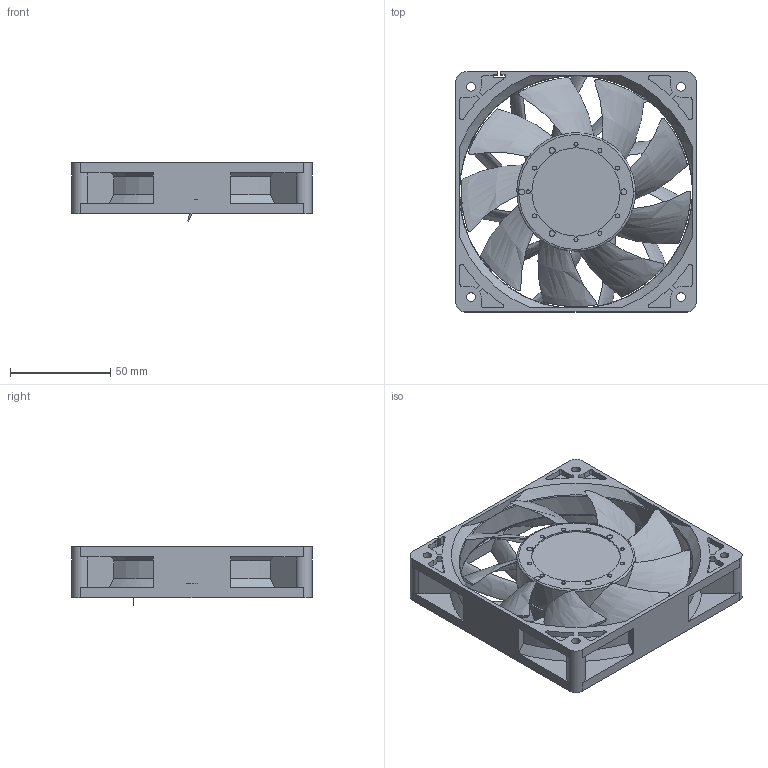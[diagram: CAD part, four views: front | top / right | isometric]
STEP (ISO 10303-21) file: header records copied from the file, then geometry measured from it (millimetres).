
FILE_DESCRIPTION (( 'STEP AP214' ), '1' );
FILE_NAME ('THB1248B_Dummy.STEP', '2017-11-02T14:48:13', ( 'Delta' ), ( '' ), 'SwSTEP 2.0', 'SolidWorks 2011', '' );
FILE_SCHEMA (( 'AUTOMOTIVE_DESIGN' ));
Length unit declared in the file: millimetre
Products named in the file (3): Impeller; Frame; THB1248B_Dummy
Assembly tree (2 placements, depth 2):
  THB1248B_Dummy
    Impeller
    Frame
Bounding box: 120 x 120 x 29.06 mm (x, y, z)
Volume: 50603.2 mm3; surface area: 73918.4 mm2
Topology: 1 solids, 5 shells, 448 faces, 1256 edges, 822 vertices
Faces by surface type: plane 180, cylinder 165, bspline 66, cone 31, torus 6
Entity records: 31355 total; most frequent: CARTESIAN_POINT 20495, ORIENTED_EDGE 2477, DIRECTION 1896, EDGE_CURVE 1240, VERTEX_POINT 820, AXIS2_PLACEMENT_3D 706, EDGE_LOOP 495, VECTOR 484
